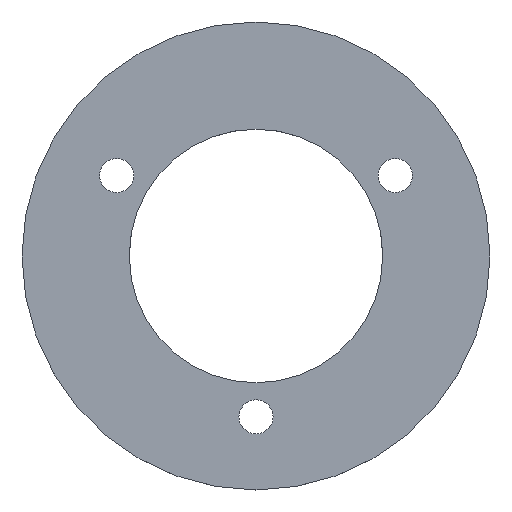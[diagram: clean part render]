
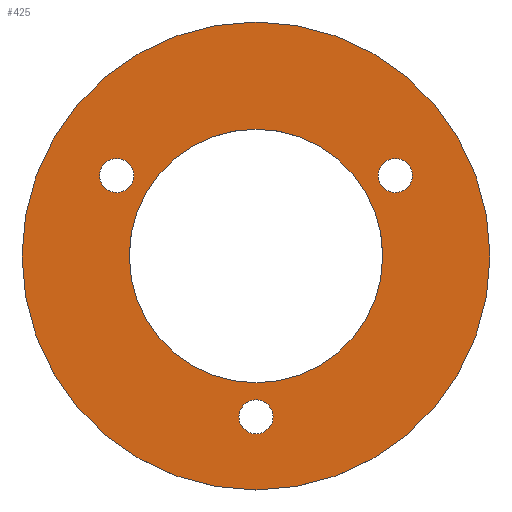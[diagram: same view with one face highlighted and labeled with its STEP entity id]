
A CAD part, top view. The second image highlights one B-rep face of the part: STEP entity #425.
In plain terms, the highlighted planar face has unit normal (0, 0, 1).
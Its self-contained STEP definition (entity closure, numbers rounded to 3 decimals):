
#7 = DIRECTION ( 'NONE',  ( 0., 0., 1. ) ) ;
#8 = CARTESIAN_POINT ( 'NONE',  ( 0., 0., 0. ) ) ;
#9 = DIRECTION ( 'NONE',  ( 1., 0., 0. ) ) ;
#10 = CARTESIAN_POINT ( 'NONE',  ( 0., 0., 0. ) ) ;
#13 = CARTESIAN_POINT ( 'NONE',  ( 0., 0., 0. ) ) ;
#18 = DIRECTION ( 'NONE',  ( 0., 0., 1. ) ) ;
#19 = DIRECTION ( 'NONE',  ( 0., 0., 1. ) ) ;
#25 = CARTESIAN_POINT ( 'NONE',  ( -16.039, 8.25, 0. ) ) ;
#26 = DIRECTION ( 'NONE',  ( 0., 0., 1. ) ) ;
#30 = DIRECTION ( 'NONE',  ( 1., 0., 0. ) ) ;
#33 = DIRECTION ( 'NONE',  ( 1., 0., 0. ) ) ;
#38 = CARTESIAN_POINT ( 'NONE',  ( 0., 0., 0. ) ) ;
#41 = DIRECTION ( 'NONE',  ( 1., 0., 0. ) ) ;
#43 = CARTESIAN_POINT ( 'NONE',  ( 14.289, 8.25, 0. ) ) ;
#44 = DIRECTION ( 'NONE',  ( 1., 0., 0. ) ) ;
#51 = DIRECTION ( 'NONE',  ( 0., 0., 1. ) ) ;
#62 = CARTESIAN_POINT ( 'NONE',  ( 14.289, 8.25, 0. ) ) ;
#67 = DIRECTION ( 'NONE',  ( 1., 0., 0. ) ) ;
#69 = DIRECTION ( 'NONE',  ( 1., 0., 0. ) ) ;
#70 = DIRECTION ( 'NONE',  ( 1., 0., 0. ) ) ;
#74 = CARTESIAN_POINT ( 'NONE',  ( 0., -16.5, 0. ) ) ;
#76 = DIRECTION ( 'NONE',  ( 1., 0., 0. ) ) ;
#78 = DIRECTION ( 'NONE',  ( 0., 0., 1. ) ) ;
#80 = CARTESIAN_POINT ( 'NONE',  ( 0., 0., 0. ) ) ;
#87 = DIRECTION ( 'NONE',  ( 0., 0., 1. ) ) ;
#101 = CARTESIAN_POINT ( 'NONE',  ( -14.289, 8.25, 0. ) ) ;
#104 = PLANE ( 'NONE',  #169 ) ;
#105 = DIRECTION ( 'NONE',  ( 0., 0., 1. ) ) ;
#106 = DIRECTION ( 'NONE',  ( 0., 0., 1. ) ) ;
#110 = DIRECTION ( 'NONE',  ( 1., 0., 0. ) ) ;
#111 = DIRECTION ( 'NONE',  ( 0., 0., 1. ) ) ;
#117 = DIRECTION ( 'NONE',  ( 1., 0., 0. ) ) ;
#133 = DIRECTION ( 'NONE',  ( 0., 0., 1. ) ) ;
#136 = CARTESIAN_POINT ( 'NONE',  ( -14.289, 8.25, 0. ) ) ;
#137 = CARTESIAN_POINT ( 'NONE',  ( 0., -16.5, 0. ) ) ;
#147 = CIRCLE ( 'NONE', #190, 13. ) ;
#154 = CIRCLE ( 'NONE', #167, 24. ) ;
#155 = AXIS2_PLACEMENT_3D ( 'NONE', #13, #78, #69 ) ;
#158 = AXIS2_PLACEMENT_3D ( 'NONE', #74, #7, #70 ) ;
#159 = AXIS2_PLACEMENT_3D ( 'NONE', #136, #105, #117 ) ;
#162 = AXIS2_PLACEMENT_3D ( 'NONE', #62, #106, #33 ) ;
#164 = AXIS2_PLACEMENT_3D ( 'NONE', #8, #18, #41 ) ;
#166 = CIRCLE ( 'NONE', #222, 1.75 ) ;
#167 = AXIS2_PLACEMENT_3D ( 'NONE', #80, #87, #76 ) ;
#168 = CIRCLE ( 'NONE', #155, 24. ) ;
#169 = AXIS2_PLACEMENT_3D ( 'NONE', #10, #19, #9 ) ;
#172 = CIRCLE ( 'NONE', #202, 1.75 ) ;
#190 = AXIS2_PLACEMENT_3D ( 'NONE', #38, #111, #67 ) ;
#191 = CIRCLE ( 'NONE', #220, 1.75 ) ;
#202 = AXIS2_PLACEMENT_3D ( 'NONE', #101, #51, #30 ) ;
#211 = CIRCLE ( 'NONE', #159, 1.75 ) ;
#213 = CIRCLE ( 'NONE', #158, 1.75 ) ;
#214 = CIRCLE ( 'NONE', #164, 13. ) ;
#216 = CIRCLE ( 'NONE', #162, 1.75 ) ;
#220 = AXIS2_PLACEMENT_3D ( 'NONE', #137, #133, #44 ) ;
#222 = AXIS2_PLACEMENT_3D ( 'NONE', #43, #26, #110 ) ;
#228 = FACE_OUTER_BOUND ( 'NONE', #372, .T. ) ;
#233 = VERTEX_POINT ( 'NONE', #465 ) ;
#242 = VERTEX_POINT ( 'NONE', #468 ) ;
#247 = VERTEX_POINT ( 'NONE', #455 ) ;
#254 = VERTEX_POINT ( 'NONE', #466 ) ;
#258 = VERTEX_POINT ( 'NONE', #458 ) ;
#283 = FACE_BOUND ( 'NONE', #390, .T. ) ;
#284 = VERTEX_POINT ( 'NONE', #469 ) ;
#289 = FACE_BOUND ( 'NONE', #383, .T. ) ;
#290 = FACE_BOUND ( 'NONE', #380, .T. ) ;
#303 = VERTEX_POINT ( 'NONE', #461 ) ;
#328 = FACE_BOUND ( 'NONE', #397, .T. ) ;
#336 = VERTEX_POINT ( 'NONE', #464 ) ;
#337 = VERTEX_POINT ( 'NONE', #452 ) ;
#348 = VERTEX_POINT ( 'NONE', #25 ) ;
#351 = ORIENTED_EDGE ( 'NONE', *, *, #428, .F. ) ;
#353 = ORIENTED_EDGE ( 'NONE', *, *, #433, .F. ) ;
#354 = ORIENTED_EDGE ( 'NONE', *, *, #445, .F. ) ;
#357 = ORIENTED_EDGE ( 'NONE', *, *, #417, .F. ) ;
#367 = ORIENTED_EDGE ( 'NONE', *, *, #409, .T. ) ;
#368 = ORIENTED_EDGE ( 'NONE', *, *, #408, .F. ) ;
#372 = EDGE_LOOP ( 'NONE', ( #367, #384 ) ) ;
#374 = ORIENTED_EDGE ( 'NONE', *, *, #414, .F. ) ;
#379 = ORIENTED_EDGE ( 'NONE', *, *, #416, .F. ) ;
#380 = EDGE_LOOP ( 'NONE', ( #391, #368 ) ) ;
#383 = EDGE_LOOP ( 'NONE', ( #354, #351 ) ) ;
#384 = ORIENTED_EDGE ( 'NONE', *, *, #407, .T. ) ;
#390 = EDGE_LOOP ( 'NONE', ( #357, #379 ) ) ;
#391 = ORIENTED_EDGE ( 'NONE', *, *, #444, .F. ) ;
#397 = EDGE_LOOP ( 'NONE', ( #353, #374 ) ) ;
#407 = EDGE_CURVE ( 'NONE', #336, #233, #154, .T. ) ;
#408 = EDGE_CURVE ( 'NONE', #303, #254, #214, .T. ) ;
#409 = EDGE_CURVE ( 'NONE', #233, #336, #168, .T. ) ;
#414 = EDGE_CURVE ( 'NONE', #348, #247, #172, .T. ) ;
#416 = EDGE_CURVE ( 'NONE', #258, #337, #166, .T. ) ;
#417 = EDGE_CURVE ( 'NONE', #337, #258, #216, .T. ) ;
#425 = ADVANCED_FACE ( 'NONE', ( #289, #283, #328, #290, #228 ), #104, .T. ) ;
#428 = EDGE_CURVE ( 'NONE', #284, #242, #213, .T. ) ;
#433 = EDGE_CURVE ( 'NONE', #247, #348, #211, .T. ) ;
#444 = EDGE_CURVE ( 'NONE', #254, #303, #147, .T. ) ;
#445 = EDGE_CURVE ( 'NONE', #242, #284, #191, .T. ) ;
#452 = CARTESIAN_POINT ( 'NONE',  ( 16.039, 8.25, 0. ) ) ;
#455 = CARTESIAN_POINT ( 'NONE',  ( -12.539, 8.25, 0. ) ) ;
#458 = CARTESIAN_POINT ( 'NONE',  ( 12.539, 8.25, 0. ) ) ;
#461 = CARTESIAN_POINT ( 'NONE',  ( -13., 0., 0. ) ) ;
#464 = CARTESIAN_POINT ( 'NONE',  ( -24., 0., 0. ) ) ;
#465 = CARTESIAN_POINT ( 'NONE',  ( 24., 0., 0. ) ) ;
#466 = CARTESIAN_POINT ( 'NONE',  ( 13., 0., 0. ) ) ;
#468 = CARTESIAN_POINT ( 'NONE',  ( 1.75, -16.5, 0. ) ) ;
#469 = CARTESIAN_POINT ( 'NONE',  ( -1.75, -16.5, 0. ) ) ;
